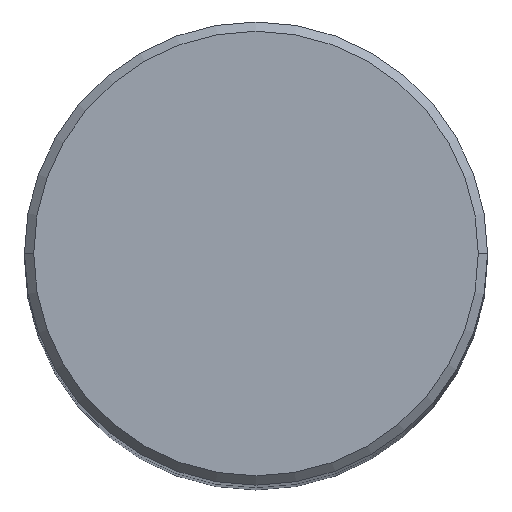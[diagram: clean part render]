
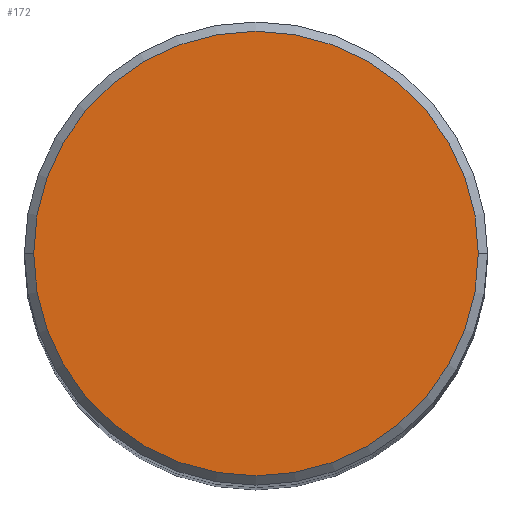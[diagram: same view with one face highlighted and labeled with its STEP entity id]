
A CAD part, top view. The second image highlights one B-rep face of the part: STEP entity #172.
In plain terms, the highlighted planar face has unit normal (0, 0, 1).
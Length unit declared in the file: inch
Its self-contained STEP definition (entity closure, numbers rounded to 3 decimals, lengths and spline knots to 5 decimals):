
#9 = VERTEX_POINT ( 'NONE', #99 ) ;
#17 = CIRCLE ( 'NONE', #368, 0.48 ) ;
#19 = CIRCLE ( 'NONE', #316, 0.48 ) ;
#30 = DIRECTION ( 'NONE',  ( 0., 0., 1. ) ) ;
#77 = CARTESIAN_POINT ( 'NONE',  ( 0., 0., 0. ) ) ;
#98 = PLANE ( 'NONE',  #330 ) ;
#99 = CARTESIAN_POINT ( 'NONE',  ( -0.48, 0., 0. ) ) ;
#107 = CARTESIAN_POINT ( 'NONE',  ( 0., 0., 0. ) ) ;
#131 = DIRECTION ( 'NONE',  ( 0., 0., -1. ) ) ;
#152 = EDGE_CURVE ( 'NONE', #9, #302, #17, .T. ) ;
#164 = CARTESIAN_POINT ( 'NONE',  ( 0., 0.48, 0. ) ) ;
#172 = ADVANCED_FACE ( 'NONE', ( #345 ), #98, .F. ) ;
#188 = EDGE_LOOP ( 'NONE', ( #245, #267 ) ) ;
#226 = DIRECTION ( 'NONE',  ( -1., 0., 0. ) ) ;
#235 = EDGE_CURVE ( 'NONE', #302, #9, #19, .T. ) ;
#245 = ORIENTED_EDGE ( 'NONE', *, *, #152, .T. ) ;
#249 = DIRECTION ( 'NONE',  ( 0., 0., 1. ) ) ;
#267 = ORIENTED_EDGE ( 'NONE', *, *, #235, .T. ) ;
#284 = DIRECTION ( 'NONE',  ( 1., 0., 0. ) ) ;
#302 = VERTEX_POINT ( 'NONE', #352 ) ;
#316 = AXIS2_PLACEMENT_3D ( 'NONE', #107, #30, #385 ) ;
#330 = AXIS2_PLACEMENT_3D ( 'NONE', #164, #131, #226 ) ;
#345 = FACE_OUTER_BOUND ( 'NONE', #188, .T. ) ;
#352 = CARTESIAN_POINT ( 'NONE',  ( 0.48, 0., 0. ) ) ;
#368 = AXIS2_PLACEMENT_3D ( 'NONE', #77, #249, #284 ) ;
#385 = DIRECTION ( 'NONE',  ( 1., 0., 0. ) ) ;
